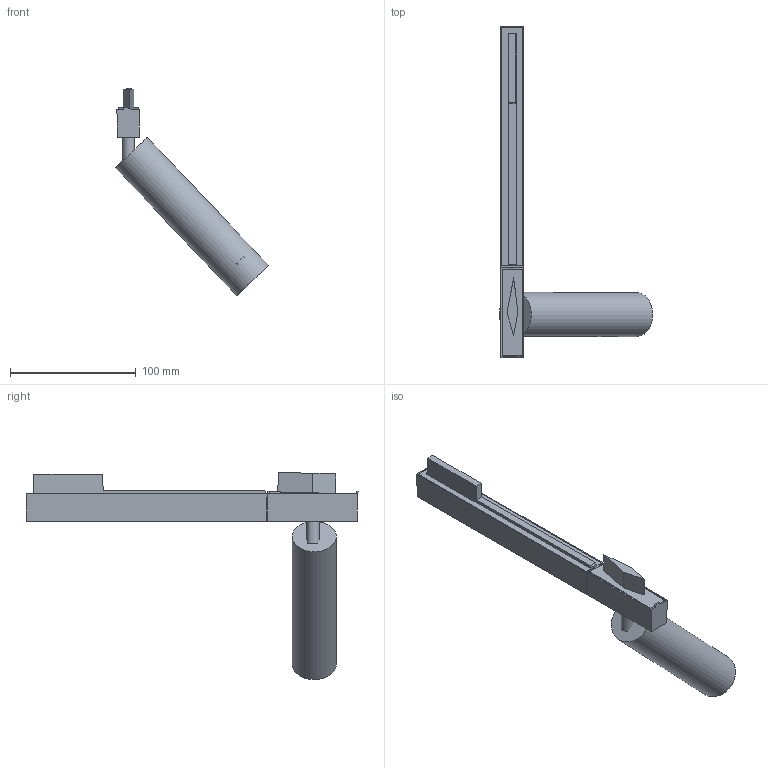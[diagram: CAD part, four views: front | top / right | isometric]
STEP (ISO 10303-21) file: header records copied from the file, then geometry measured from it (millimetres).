
FILE_DESCRIPTION(/* description */ ('This is a sample STEP configuration'),/* implementation_level */ '2;1');
FILE_NAME(/* name */ '662-014xxxxxxxxx SIMPLE.ipt_Rev_00.stp',/* time_stamp */ '2023-05-03T12:04:39+02:00',/* author */ ('powerJobs'),/* organization */ ('coolOrange'),/* preprocessor_version */ 'ST-DEVELOPER v19.2',/* originating_system */ 'Autodesk Inventor 2023',/* authorisation */ '');
FILE_SCHEMA (('AUTOMOTIVE_DESIGN { 1 0 10303 214 3 1 1 }'));
Length unit declared in the file: millimetre
Products named in the file (1): ENG000028952
Bounding box: 121.74 x 263.7 x 164.55 mm (x, y, z)
Volume: 201526.8 mm3; surface area: 74954.6 mm2
Topology: 10 solids, 10 shells, 315 faces, 834 edges, 548 vertices
Faces by surface type: plane 263, cylinder 23, bspline 15, cone 11, torus 3
Full cylindrical faces by diameter (mm): 1.5 x1, 10 x1, 12 x1, 15 x1, 32 x1, 35 x1
Entity records: 10181 total; most frequent: CARTESIAN_POINT 2367, ORIENTED_EDGE 1670, DIRECTION 1493, EDGE_CURVE 835, LINE 667, VECTOR 667, VERTEX_POINT 548, AXIS2_PLACEMENT_3D 413
